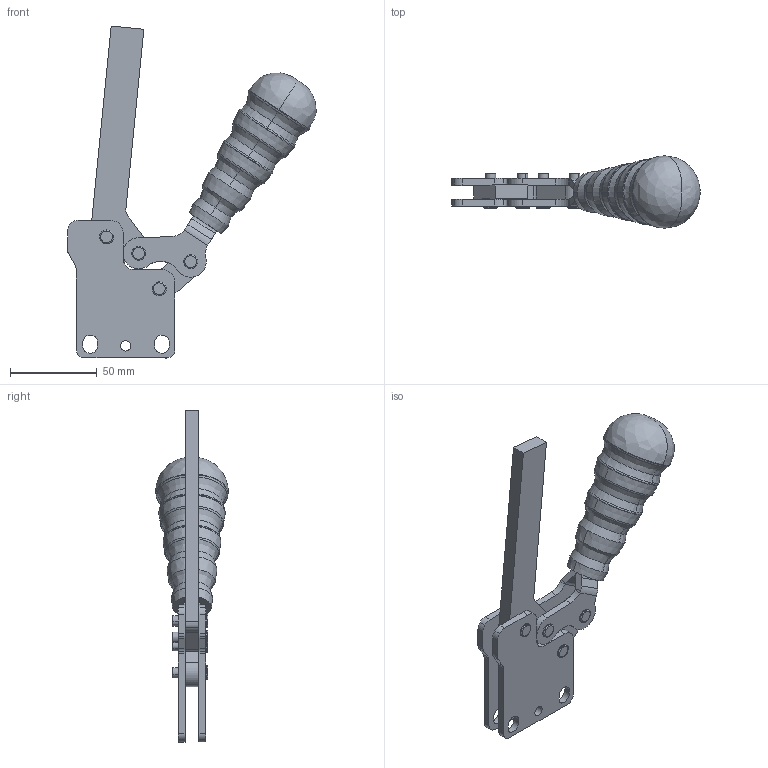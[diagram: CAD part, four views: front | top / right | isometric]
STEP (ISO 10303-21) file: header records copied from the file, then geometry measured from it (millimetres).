
FILE_DESCRIPTION((''),'2;1');
FILE_NAME('134F.1-opened.stp','2005-09-27T17:34:01',('Kysilko'),(''),'Autodesk Inventor 8','Autodesk Inventor 8','');
FILE_SCHEMA(('AUTOMOTIVE_DESIGN { 1 0 10303 214 1 1 1 1 }'));
Length unit declared in the file: millimetre
Products named in the file (1): Part53
Bounding box: 143.7 x 41.84 x 191.82 mm (x, y, z)
Volume: 142489.4 mm3; surface area: 45219.8 mm2
Topology: 1 solids, 5 shells, 858 faces, 2344 edges, 1354 vertices
Faces by surface type: plane 358, cone 306, cylinder 107, bspline 65, torus 22
Entity records: 28686 total; most frequent: CARTESIAN_POINT 7932, ORIENTED_EDGE 4668, DIRECTION 4325, EDGE_CURVE 2334, AXIS2_PLACEMENT_3D 1783, VERTEX_POINT 1354, EDGE_LOOP 1036, CIRCLE 989
